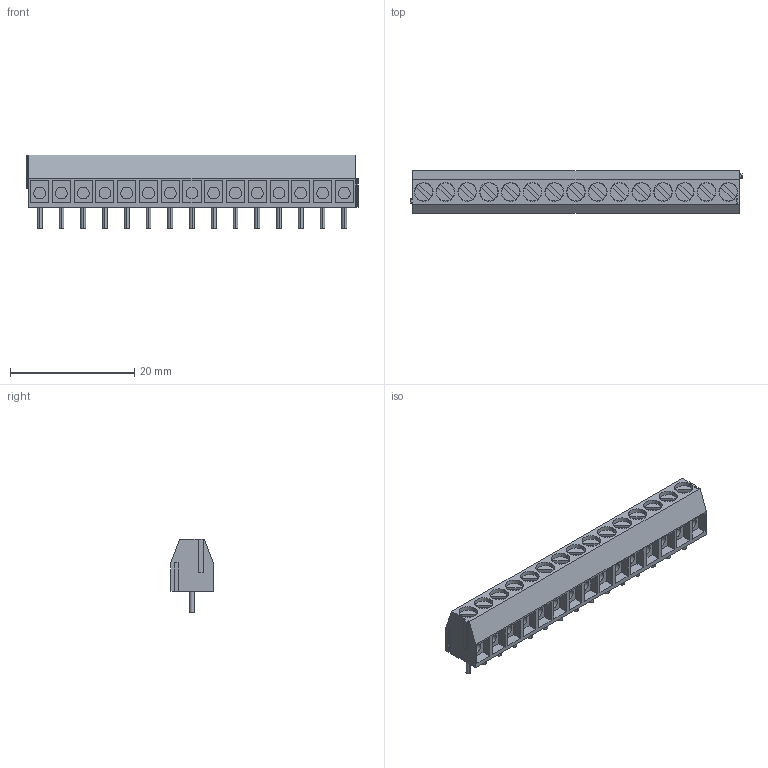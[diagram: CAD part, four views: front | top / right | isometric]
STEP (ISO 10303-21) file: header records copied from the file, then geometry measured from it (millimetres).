
FILE_DESCRIPTION(('CATIA V5 STEP Exchange','CAx-IF Rec.Pracs.--- Model Styling and Organization---1.4--- 2014-01-23'),'2;1');
FILE_NAME ('405647-1_1', '2021-07-23T06:21:40+00:00', ('none'), ('Weidmueller'), 'CATIA Version 5-6 Release 2016 SP3 HF44', 'CATIA V5 STEP AP214', 'none');
FILE_SCHEMA(('AUTOMOTIVE_DESIGN { 1 0 10303 214 1 1 1 1 }'));
Length unit declared in the file: millimetre
Products named in the file (1): 2428200000
Bounding box: 53.4 x 6.8 x 11.9 mm (x, y, z)
Volume: 2374.3 mm3; surface area: 3433 mm2
Topology: 46 solids, 46 shells, 512 faces, 1170 edges, 780 vertices
Faces by surface type: plane 392, cylinder 120
Entity records: 14543 total; most frequent: CARTESIAN_POINT 2439, ORIENTED_EDGE 2340, DIRECTION 2146, EDGE_CURVE 1170, VECTOR 870, LINE 870, AXIS2_PLACEMENT_3D 789, VERTEX_POINT 780
